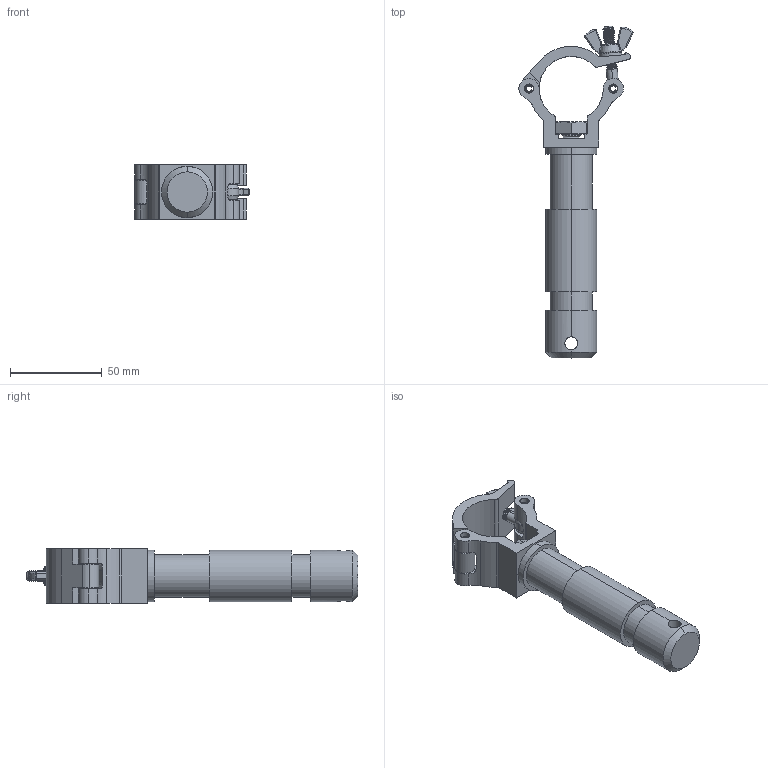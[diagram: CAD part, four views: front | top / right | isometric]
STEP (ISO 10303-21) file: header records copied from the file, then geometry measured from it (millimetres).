
FILE_DESCRIPTION (( 'STEP AP203' ), '1' );
FILE_NAME ('T58926 & T5892601.STEP', '2018-08-13T15:41:50', ( '' ), ( '' ), 'SwSTEP 2.0', 'SolidWorks 2016', '' );
FILE_SCHEMA (( 'CONFIG_CONTROL_DESIGN' ));
Length unit declared in the file: millimetre
Products named in the file (12): TH1821; TH1819_NO STAMPING; A Washer_Bright washer BS 4320 - M6 (Form A); T78010; Hex Screw GradeC_Doughty Fastners_ISO 4018 - M10 x 25-WS; F771; TH2003; TH2004; TH1820; TH1244; T58926 & T5892601; F880_F880 M6 Wing Nut
Assembly tree (12 placements, depth 3):
  T58926 & T5892601
    TH1820
      TH2004
    TH1819_NO STAMPING
      TH2003
    F771  x2
    T78010
      TH1821
      F880_F880 M6 Wing Nut
      A Washer_Bright washer BS 4320 - M6 (Form A)
    Hex Screw GradeC_Doughty Fastners_ISO 4018 - M10 x 25-WS
    TH1244
Bounding box: 62.23 x 181.08 x 29.9 mm (x, y, z)
Volume: 90683.1 mm3; surface area: 31748.1 mm2
Topology: 9 solids, 9 shells, 689 faces, 1579 edges, 921 vertices
Faces by surface type: cone 236, torus 168, cylinder 151, plane 98, bspline 36
Entity records: 21227 total; most frequent: CARTESIAN_POINT 4473, DIRECTION 3637, ORIENTED_EDGE 3062, AXIS2_PLACEMENT_3D 1571, EDGE_CURVE 1531, CIRCLE 916, VERTEX_POINT 897, EDGE_LOOP 716
